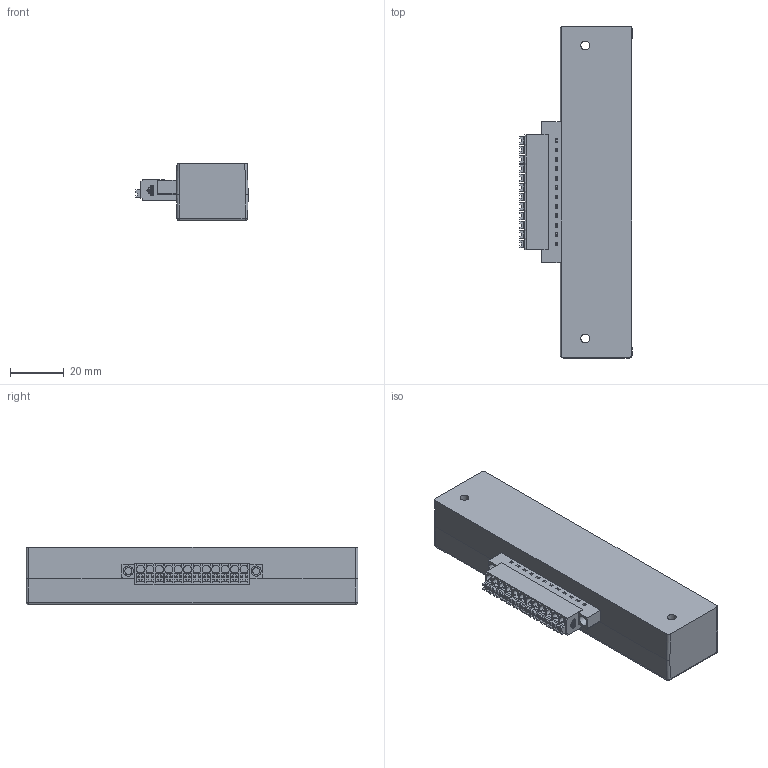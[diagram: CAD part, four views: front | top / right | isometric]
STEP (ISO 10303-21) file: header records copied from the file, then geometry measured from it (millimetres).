
FILE_DESCRIPTION(/* description */ (''),/* implementation_level */ '2;1');
FILE_NAME(/* name */ 'D268-10 3D.stp',/* time_stamp */ '2024-08-14T18:25:31+08:00',/* author */ (''),/* organization */ (''),/* preprocessor_version */ 'ST-DEVELOPER v14',/* originating_system */ 'SIEMENS PLM Software NX 8.0',/* authorisation */ '');
FILE_SCHEMA (('AUTOMOTIVE_DESIGN { 1 0 10303 214 3 1 1 1 }'));
Products named in the file (1): D268-10 3D_stp
Bounding box: 41.74 x 123.46 x 21.5 mm (x, y, z)
Volume: 73153.6 mm3; surface area: 20680.4 mm2
Topology: 2 solids, 14 shells, 3387 faces, 9319 edges, 6164 vertices
Faces by surface type: plane 3038, cylinder 265, extrusion 62, cone 18, sphere 4
Full cylindrical faces by diameter (mm): 2 x12, 2.6 x2, 3.3 x2, 3.6 x2, 3.8 x2
Entity records: 111487 total; most frequent: CARTESIAN_POINT 24244, ORIENTED_EDGE 18508, DIRECTION 16346, EDGE_CURVE 9254, VECTOR 8606, LINE 8544, VERTEX_POINT 6146, AXIS2_PLACEMENT_3D 3870
